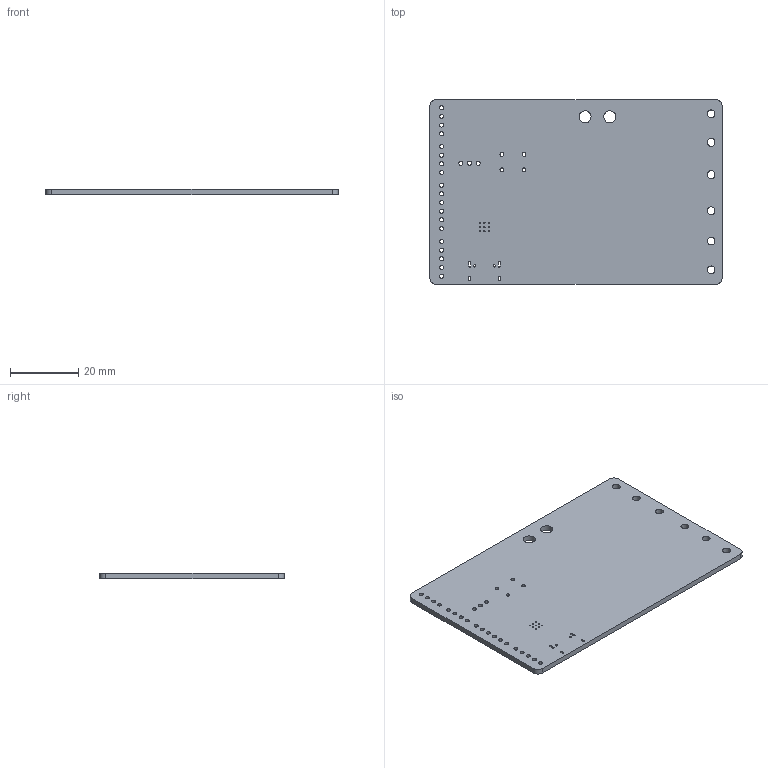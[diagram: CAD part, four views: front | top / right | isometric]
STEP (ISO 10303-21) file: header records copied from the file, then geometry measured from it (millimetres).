
FILE_DESCRIPTION(('KiCad electronic assembly'),'2;1');
FILE_NAME('RP2040_motor.step','2022-06-08T23:41:00',('Pcbnew'),('Kicad') ,'Open CASCADE STEP processor 7.5','KiCad to STEP converter','Unknown' );
FILE_SCHEMA(('AUTOMOTIVE_DESIGN { 1 0 10303 214 1 1 1 1 }'));
Length unit declared in the file: millimetre
Products named in the file (2): RP2040_motor 1; RP2040_motor PCB
Assembly tree (1 placements, depth 2):
  RP2040_motor 1
    RP2040_motor PCB
Bounding box: 85.5 x 54 x 1.6 mm (x, y, z)
Volume: 7259.6 mm3; surface area: 9819.6 mm2
Topology: 1 solids, 1 shells, 71 faces, 207 edges, 138 vertices
Faces by surface type: cylinder 57, plane 14
Full cylindrical faces by diameter (mm): 0.35 x9, 0.65 x2, 1.1 x4, 1.19 x22, 2.3 x6, 3.5 x2
Entity records: 5691 total; most frequent: CARTESIAN_POINT 1516, DIRECTION 767, ORIENTED_EDGE 414, PCURVE 414, DEFINITIONAL_REPRESENTATION 414, LINE 393, VECTOR 393, EDGE_CURVE 207
